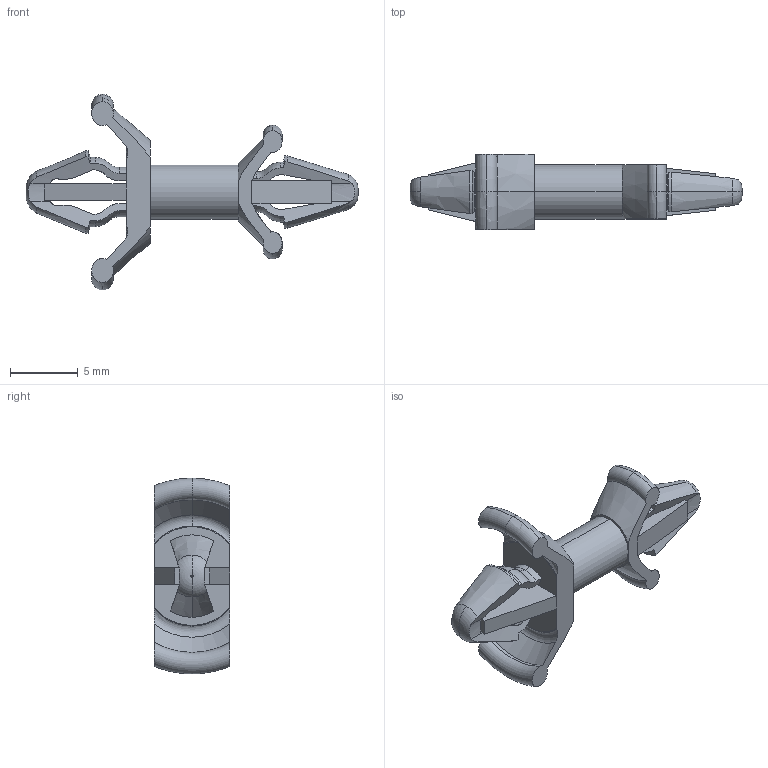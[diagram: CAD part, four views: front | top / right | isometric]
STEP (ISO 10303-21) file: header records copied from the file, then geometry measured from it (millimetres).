
FILE_DESCRIPTION (( 'STEP AP203' ), '1' );
FILE_NAME ('650 KYD.STEP', '2023-08-02T08:30:32', ( '' ), ( '' ), 'SwSTEP 2.0', 'SolidWorks 2020', '' );
FILE_SCHEMA (( 'CONFIG_CONTROL_DESIGN' ));
Length unit declared in the file: millimetre
Products named in the file (1): 650 KYD
Bounding box: 24.58 x 5.6 x 14.5 mm (x, y, z)
Volume: 369.7 mm3; surface area: 729.1 mm2
Topology: 1 solids, 1 shells, 170 faces, 495 edges, 318 vertices
Faces by surface type: torus 58, cone 41, cylinder 29, plane 28, bspline 14
Entity records: 6545 total; most frequent: CARTESIAN_POINT 2190, ORIENTED_EDGE 986, DIRECTION 822, EDGE_CURVE 493, AXIS2_PLACEMENT_3D 348, VERTEX_POINT 318, CIRCLE 191, B_SPLINE_CURVE_WITH_KNOTS 176
